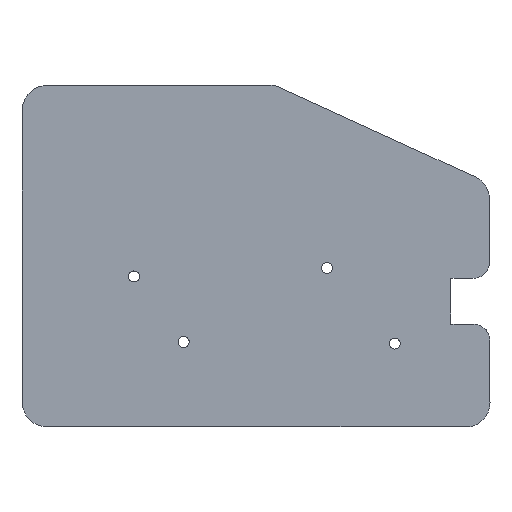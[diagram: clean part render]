
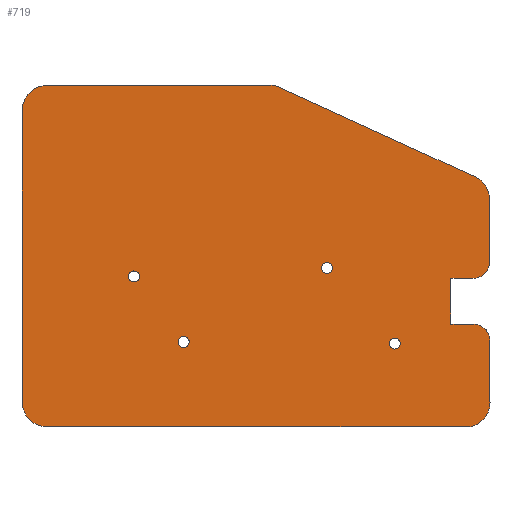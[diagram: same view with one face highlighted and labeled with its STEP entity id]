
A CAD part, top view. The second image highlights one B-rep face of the part: STEP entity #719.
In plain terms, the highlighted planar face has unit normal (0, 0, 1).
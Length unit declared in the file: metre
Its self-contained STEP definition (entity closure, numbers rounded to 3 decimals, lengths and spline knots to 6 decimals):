
#22=CIRCLE('',#754,0.00696);
#24=CIRCLE('',#758,0.004525);
#26=CIRCLE('',#762,0.0035);
#28=CIRCLE('',#765,0.006521);
#30=CIRCLE('',#769,0.004667);
#32=CIRCLE('',#775,0.004469);
#34=CIRCLE('',#779,0.006575);
#36=CIRCLE('',#782,0.0045);
#38=CIRCLE('',#786,0.0045);
#40=CIRCLE('',#789,0.0015);
#42=CIRCLE('',#792,0.0015);
#44=CIRCLE('',#795,0.0015);
#46=CIRCLE('',#798,0.006933);
#48=CIRCLE('',#801,0.0015);
#166=ORIENTED_EDGE('',*,*,#285,.T.);
#167=ORIENTED_EDGE('',*,*,#347,.F.);
#168=ORIENTED_EDGE('',*,*,#338,.F.);
#169=ORIENTED_EDGE('',*,*,#335,.T.);
#170=ORIENTED_EDGE('',*,*,#332,.F.);
#171=ORIENTED_EDGE('',*,*,#329,.F.);
#172=ORIENTED_EDGE('',*,*,#326,.T.);
#173=ORIENTED_EDGE('',*,*,#323,.F.);
#174=ORIENTED_EDGE('',*,*,#320,.F.);
#175=ORIENTED_EDGE('',*,*,#317,.F.);
#176=ORIENTED_EDGE('',*,*,#312,.T.);
#177=ORIENTED_EDGE('',*,*,#309,.F.);
#178=ORIENTED_EDGE('',*,*,#306,.T.);
#179=ORIENTED_EDGE('',*,*,#303,.F.);
#180=ORIENTED_EDGE('',*,*,#300,.F.);
#181=ORIENTED_EDGE('',*,*,#297,.T.);
#182=ORIENTED_EDGE('',*,*,#294,.F.);
#183=ORIENTED_EDGE('',*,*,#291,.T.);
#184=ORIENTED_EDGE('',*,*,#288,.F.);
#185=ORIENTED_EDGE('',*,*,#345,.T.);
#186=ORIENTED_EDGE('',*,*,#343,.T.);
#187=ORIENTED_EDGE('',*,*,#341,.T.);
#188=ORIENTED_EDGE('',*,*,#349,.T.);
#285=EDGE_CURVE('',#388,#386,#452,.T.);
#288=EDGE_CURVE('',#388,#390,#22,.T.);
#291=EDGE_CURVE('',#392,#390,#454,.T.);
#294=EDGE_CURVE('',#392,#394,#24,.T.);
#297=EDGE_CURVE('',#396,#394,#458,.T.);
#300=EDGE_CURVE('',#396,#398,#26,.T.);
#303=EDGE_CURVE('',#398,#400,#28,.T.);
#306=EDGE_CURVE('',#402,#400,#463,.T.);
#309=EDGE_CURVE('',#402,#404,#30,.T.);
#312=EDGE_CURVE('',#406,#404,#467,.T.);
#317=EDGE_CURVE('',#406,#410,#472,.T.);
#320=EDGE_CURVE('',#410,#412,#475,.T.);
#323=EDGE_CURVE('',#412,#414,#32,.T.);
#326=EDGE_CURVE('',#416,#414,#479,.T.);
#329=EDGE_CURVE('',#416,#418,#34,.T.);
#332=EDGE_CURVE('',#418,#420,#36,.T.);
#335=EDGE_CURVE('',#422,#420,#484,.T.);
#338=EDGE_CURVE('',#422,#424,#38,.T.);
#341=EDGE_CURVE('',#426,#426,#40,.T.);
#343=EDGE_CURVE('',#428,#428,#42,.T.);
#345=EDGE_CURVE('',#430,#430,#44,.T.);
#347=EDGE_CURVE('',#424,#386,#46,.T.);
#349=EDGE_CURVE('',#432,#432,#48,.T.);
#386=VERTEX_POINT('',#1058);
#388=VERTEX_POINT('',#1061);
#390=VERTEX_POINT('',#1070);
#392=VERTEX_POINT('',#1079);
#394=VERTEX_POINT('',#1085);
#396=VERTEX_POINT('',#1091);
#398=VERTEX_POINT('',#1097);
#400=VERTEX_POINT('',#1103);
#402=VERTEX_POINT('',#1109);
#404=VERTEX_POINT('',#1115);
#406=VERTEX_POINT('',#1121);
#410=VERTEX_POINT('',#1131);
#412=VERTEX_POINT('',#1137);
#414=VERTEX_POINT('',#1143);
#416=VERTEX_POINT('',#1149);
#418=VERTEX_POINT('',#1155);
#420=VERTEX_POINT('',#1161);
#422=VERTEX_POINT('',#1167);
#424=VERTEX_POINT('',#1173);
#426=VERTEX_POINT('',#1179);
#428=VERTEX_POINT('',#1184);
#430=VERTEX_POINT('',#1189);
#432=VERTEX_POINT('',#1197);
#452=LINE('',#1060,#510);
#454=LINE('',#1078,#512);
#458=LINE('',#1090,#516);
#463=LINE('',#1108,#521);
#467=LINE('',#1120,#525);
#472=LINE('',#1130,#530);
#475=LINE('',#1136,#533);
#479=LINE('',#1148,#537);
#484=LINE('',#1166,#542);
#510=VECTOR('',#838,1.);
#512=VECTOR('',#848,1.);
#516=VECTOR('',#860,1.);
#521=VECTOR('',#879,1.);
#525=VECTOR('',#891,1.);
#530=VECTOR('',#898,1.);
#533=VECTOR('',#903,1.);
#537=VECTOR('',#915,1.);
#542=VECTOR('',#934,1.);
#594=EDGE_LOOP('',(#166,#167,#168,#169,#170,#171,#172,#173,#174,#175,#176,
#177,#178,#179,#180,#181,#182,#183,#184));
#595=EDGE_LOOP('',(#185));
#596=EDGE_LOOP('',(#186));
#597=EDGE_LOOP('',(#187));
#598=EDGE_LOOP('',(#188));
#649=FACE_BOUND('',#594,.T.);
#650=FACE_BOUND('',#595,.T.);
#651=FACE_BOUND('',#596,.T.);
#652=FACE_BOUND('',#597,.T.);
#653=FACE_BOUND('',#598,.T.);
#686=PLANE('',#803);
#719=ADVANCED_FACE('',(#649,#650,#651,#652,#653),#686,.T.);
#754=AXIS2_PLACEMENT_3D('',#1069,#842,#843);
#758=AXIS2_PLACEMENT_3D('',#1084,#853,#854);
#762=AXIS2_PLACEMENT_3D('',#1096,#865,#866);
#765=AXIS2_PLACEMENT_3D('',#1102,#872,#873);
#769=AXIS2_PLACEMENT_3D('',#1114,#884,#885);
#775=AXIS2_PLACEMENT_3D('',#1142,#908,#909);
#779=AXIS2_PLACEMENT_3D('',#1154,#920,#921);
#782=AXIS2_PLACEMENT_3D('',#1160,#927,#928);
#786=AXIS2_PLACEMENT_3D('',#1172,#939,#940);
#789=AXIS2_PLACEMENT_3D('',#1178,#946,#947);
#792=AXIS2_PLACEMENT_3D('',#1183,#952,#953);
#795=AXIS2_PLACEMENT_3D('',#1188,#958,#959);
#798=AXIS2_PLACEMENT_3D('',#1193,#964,#965);
#801=AXIS2_PLACEMENT_3D('',#1196,#970,#971);
#803=AXIS2_PLACEMENT_3D('',#1200,#974,#975);
#838=DIRECTION('',(0.,-1.,0.));
#842=DIRECTION('',(0.,0.,-1.));
#843=DIRECTION('',(-1.,0.,0.));
#848=DIRECTION('',(-1.,-0.002,0.));
#853=DIRECTION('',(0.,0.,-1.));
#854=DIRECTION('',(-1.,0.,0.));
#860=DIRECTION('',(-0.909,0.417,0.));
#865=DIRECTION('',(0.,0.,-1.));
#866=DIRECTION('',(-1.,0.,0.));
#872=DIRECTION('',(0.,0.,-1.));
#873=DIRECTION('',(-1.,0.,0.));
#879=DIRECTION('',(0.001,1.,0.));
#884=DIRECTION('',(0.,0.,-1.));
#885=DIRECTION('',(-1.,0.,0.));
#891=DIRECTION('',(1.,0.,0.));
#898=DIRECTION('',(0.,-1.,0.));
#903=DIRECTION('',(1.,-0.004,0.));
#908=DIRECTION('',(0.,0.,-1.));
#909=DIRECTION('',(-1.,0.,0.));
#915=DIRECTION('',(-0.001,1.,0.));
#920=DIRECTION('',(0.,0.,-1.));
#921=DIRECTION('',(-1.,0.,0.));
#927=DIRECTION('',(0.,0.,-1.));
#928=DIRECTION('',(-1.,0.,0.));
#934=DIRECTION('',(1.,-0.001,0.));
#939=DIRECTION('',(0.,0.,-1.));
#940=DIRECTION('',(-1.,0.,0.));
#946=DIRECTION('',(0.,0.,-1.));
#947=DIRECTION('',(-1.,0.,0.));
#952=DIRECTION('',(0.,0.,-1.));
#953=DIRECTION('',(-1.,0.,0.));
#958=DIRECTION('',(0.,0.,-1.));
#959=DIRECTION('',(-1.,0.,0.));
#964=DIRECTION('',(0.,0.,-1.));
#965=DIRECTION('',(-1.,0.,0.));
#970=DIRECTION('',(0.,0.,-1.));
#971=DIRECTION('',(-1.,0.,0.));
#974=DIRECTION('',(0.,0.,1.));
#975=DIRECTION('',(-1.,0.,0.));
#1058=CARTESIAN_POINT('',(0.216111,-0.173563,0.0017));
#1060=CARTESIAN_POINT('',(0.216111,-0.133863,0.0017));
#1061=CARTESIAN_POINT('',(0.216111,-0.094159,0.0017));
#1069=CARTESIAN_POINT('',(0.223071,-0.094178,0.0017));
#1070=CARTESIAN_POINT('',(0.223063,-0.087219,0.0017));
#1078=CARTESIAN_POINT('',(0.253598,-0.087164,0.0017));
#1079=CARTESIAN_POINT('',(0.284128,-0.087109,0.0017));
#1084=CARTESIAN_POINT('',(0.284136,-0.091634,0.0017));
#1085=CARTESIAN_POINT('',(0.286023,-0.087521,0.0017));
#1090=CARTESIAN_POINT('',(0.313077,-0.09993,0.0017));
#1091=CARTESIAN_POINT('',(0.340132,-0.11234,0.0017));
#1096=CARTESIAN_POINT('',(0.338673,-0.115521,0.0017));
#1097=CARTESIAN_POINT('',(0.340287,-0.112416,0.0017));
#1102=CARTESIAN_POINT('',(0.33728,-0.118202,0.0017));
#1103=CARTESIAN_POINT('',(0.343801,-0.118205,0.0017));
#1108=CARTESIAN_POINT('',(0.343796,-0.127274,0.0017));
#1109=CARTESIAN_POINT('',(0.34379,-0.136343,0.0017));
#1114=CARTESIAN_POINT('',(0.339244,-0.135293,0.0017));
#1115=CARTESIAN_POINT('',(0.339245,-0.139959,0.0017));
#1120=CARTESIAN_POINT('',(0.336258,-0.13996,0.0017));
#1121=CARTESIAN_POINT('',(0.333271,-0.139961,0.0017));
#1130=CARTESIAN_POINT('',(0.333271,-0.146199,0.0017));
#1131=CARTESIAN_POINT('',(0.333271,-0.152438,0.0017));
#1136=CARTESIAN_POINT('',(0.336382,-0.152452,0.0017));
#1137=CARTESIAN_POINT('',(0.339493,-0.152466,0.0017));
#1142=CARTESIAN_POINT('',(0.339473,-0.156935,0.0017));
#1143=CARTESIAN_POINT('',(0.343941,-0.15685,0.0017));
#1148=CARTESIAN_POINT('',(0.343946,-0.1654,0.0017));
#1149=CARTESIAN_POINT('',(0.343952,-0.173951,0.0017));
#1154=CARTESIAN_POINT('',(0.337377,-0.173955,0.0017));
#1155=CARTESIAN_POINT('',(0.337657,-0.180524,0.0017));
#1160=CARTESIAN_POINT('',(0.337466,-0.176028,0.0017));
#1161=CARTESIAN_POINT('',(0.337462,-0.180528,0.0017));
#1166=CARTESIAN_POINT('',(0.279987,-0.180483,0.0017));
#1167=CARTESIAN_POINT('',(0.222512,-0.180438,0.0017));
#1172=CARTESIAN_POINT('',(0.222516,-0.175938,0.0017));
#1173=CARTESIAN_POINT('',(0.221539,-0.180331,0.0017));
#1178=CARTESIAN_POINT('',(0.260287,-0.157279,0.0017));
#1179=CARTESIAN_POINT('',(0.258787,-0.157279,0.0017));
#1183=CARTESIAN_POINT('',(0.299459,-0.137065,0.0017));
#1184=CARTESIAN_POINT('',(0.297959,-0.137065,0.0017));
#1188=CARTESIAN_POINT('',(0.246702,-0.139414,0.0017));
#1189=CARTESIAN_POINT('',(0.245202,-0.139414,0.0017));
#1193=CARTESIAN_POINT('',(0.223044,-0.173563,0.0017));
#1196=CARTESIAN_POINT('',(0.317938,-0.157728,0.0017));
#1197=CARTESIAN_POINT('',(0.316438,-0.157728,0.0017));
#1200=CARTESIAN_POINT('',(0.204129,-0.066909,0.0017));
